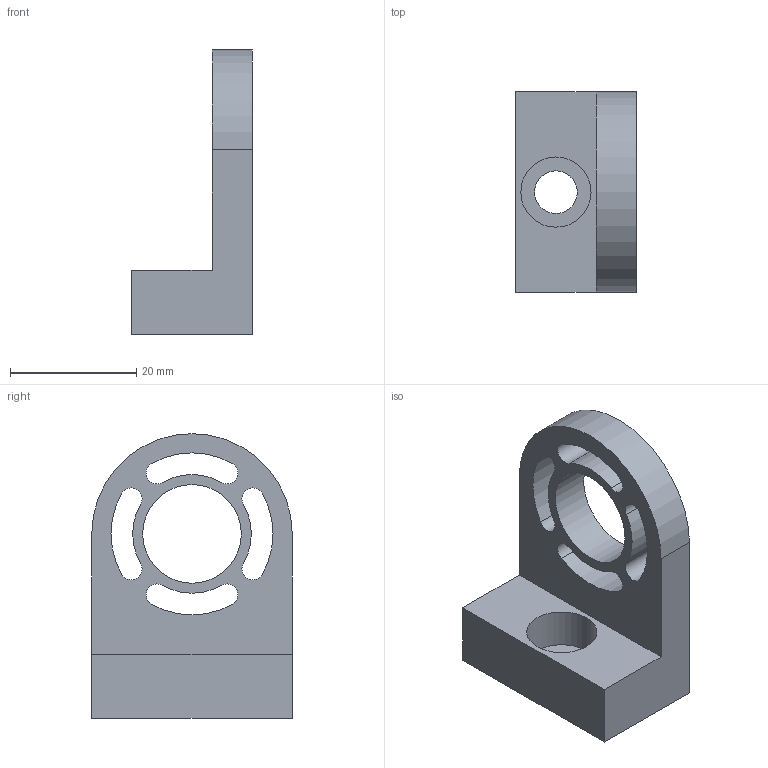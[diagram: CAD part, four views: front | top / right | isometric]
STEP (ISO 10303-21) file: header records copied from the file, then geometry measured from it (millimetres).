
FILE_DESCRIPTION(/* description */ (''),/* implementation_level */ '2;1');
FILE_NAME(/* name */ 'RotationalSolenoidMount.step',/* time_stamp */ '2024-08-31T21:56:25-04:00',/* author */ (''),/* organization */ (''),/* preprocessor_version */ 'ST-DEVELOPER v20',/* originating_system */ 'Autodesk Translation Framework v13.14.0.145',/* authorisation */ '');
FILE_SCHEMA (('AUTOMOTIVE_DESIGN { 1 0 10303 214 3 1 1 }'));
Length unit declared in the file: inch
Products named in the file (2): RotSolenoidShutterHolder; SolenoidMount
Assembly tree (1 placements, depth 2):
  RotSolenoidShutterHolder
    SolenoidMount
Bounding box: 19.05 x 31.75 x 45.09 mm (x, y, z)
Volume: 9280.7 mm3; surface area: 5231.5 mm2
Topology: 1 solids, 1 shells, 28 faces, 75 edges, 50 vertices
Faces by surface type: cylinder 20, plane 8
Full cylindrical faces by diameter (mm): 6.756 x1, 11.125 x1, 15.621 x1
Entity records: 978 total; most frequent: DIRECTION 177, CARTESIAN_POINT 156, ORIENTED_EDGE 150, EDGE_CURVE 75, AXIS2_PLACEMENT_3D 71, VERTEX_POINT 50, EDGE_LOOP 41, CIRCLE 40
